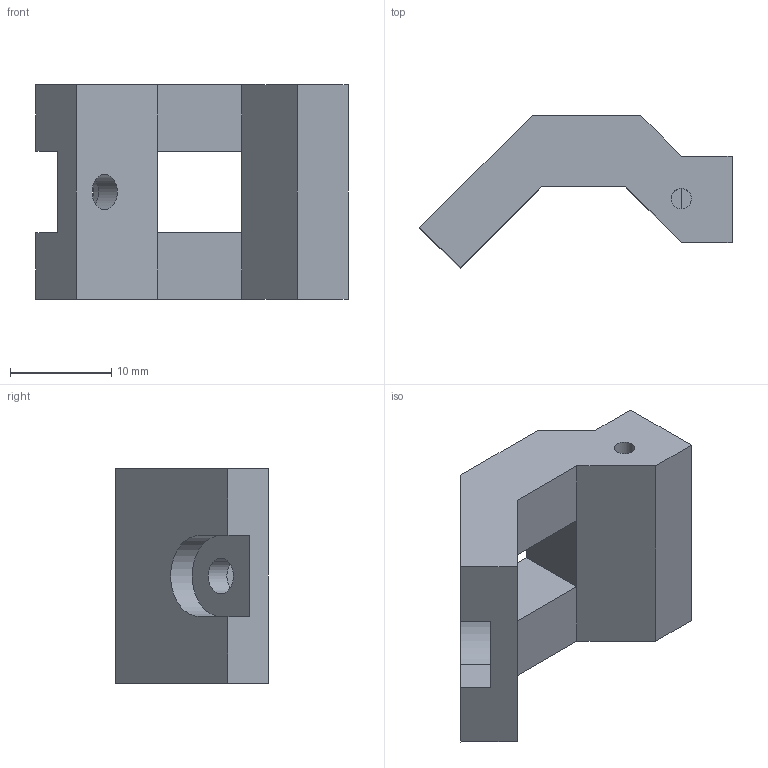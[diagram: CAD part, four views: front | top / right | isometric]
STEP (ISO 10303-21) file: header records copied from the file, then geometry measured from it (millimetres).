
FILE_DESCRIPTION(('FreeCAD Model'),'2;1');
FILE_NAME('Open CASCADE Shape Model','2023-06-05T23:20:41',(''),(''), 'Open CASCADE STEP processor 7.6','FreeCAD','Unknown');
FILE_SCHEMA(('AUTOMOTIVE_DESIGN { 1 0 10303 214 1 1 1 1 }'));
Length unit declared in the file: millimetre
Products named in the file (1): Body
Bounding box: 30.81 x 15.03 x 21.2 mm (x, y, z)
Volume: 3669.7 mm3; surface area: 2596.6 mm2
Topology: 1 solids, 1 shells, 31 faces, 83 edges, 53 vertices
Faces by surface type: plane 28, cylinder 3
Full cylindrical faces by diameter (mm): 2 x1, 3.5 x1
Entity records: 2085 total; most frequent: CARTESIAN_POINT 376, DIRECTION 316, LINE 227, VECTOR 227, ORIENTED_EDGE 166, PCURVE 166, DEFINITIONAL_REPRESENTATION 166, EDGE_CURVE 83
